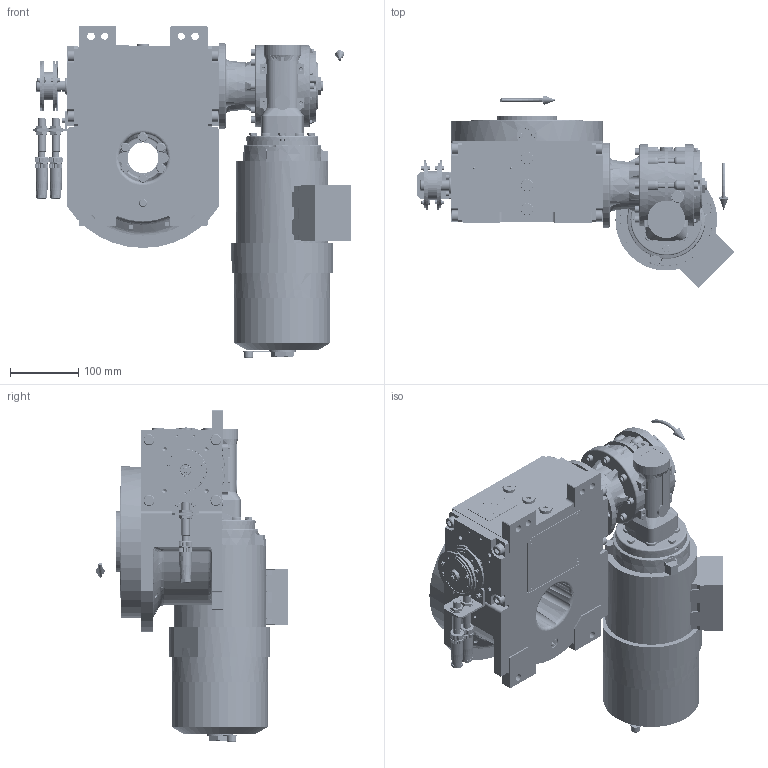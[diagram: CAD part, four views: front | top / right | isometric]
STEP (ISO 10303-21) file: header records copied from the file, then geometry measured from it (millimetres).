
FILE_DESCRIPTION (( 'STEP AP203' ), '1' );
FILE_NAME ('PC5201555.step', '2025-10-09T07:35:22', ( '' ), ( '' ), 'SwSTEP 2.0', 'SolidWorks 2020', '' );
FILE_SCHEMA (( 'CONFIG_CONTROL_DESIGN' ));
Length unit declared in the file: millimetre
Products named in the file (91): cfn2000_01_103; AS_rig06_016; cfn2128_04_004; RMI50_F1_LCB_SX_71B14; 900_38_10_028; freccia_angolare_albero; cfn2003_01_054; cfn2400_04_024; RIG06_021_AF0.stp; cfn2000_01_124; cfn2000_01_126; cfn2077_01_018; rig06_007_master; cfn2070_05_005; rig06_005_n_01; AS_900_38_30_003; CFN2203_02_001.stp; CFN2000_01_185.stp; cfn2151_01_290; CFN2010_01_012.stp; cfn2476_01_002_60x46; 900_00_00_005; rig06_002_bl_001; AS_rig06_017; cfn2107_01_001; cfn2128_19_002; 900_38_30_003; cfn2158_01_010; AS_rig06_004_s_001; cfn2155_01_303; cfn2000_01_184; AS_900_00_00_005; freccia_angolare; cfn2401_02_005; cfn2115_01_005; cfn2055_01_002; AS_rig06_071_8_m; cfn2104_01_016; cfn2115_02_165; rig06_017 ...
Assembly tree (87 placements, depth 5):
  cfn2077_01_018
  rig06_007_master
  CFN2203_02_001.stp
  cfn2151_01_290
  CFN2010_01_012.stp
Bounding box: 465.41 x 281.91 x 486.18 mm (x, y, z)
Volume: 8049879.2 mm3; surface area: 1206542.1 mm2
Topology: 75 solids, 75 shells, 6210 faces, 15898 edges, 10094 vertices
Faces by surface type: plane 2820, cylinder 2120, cone 1055, torus 189, bspline 20, sphere 6
Entity records: 177821 total; most frequent: CARTESIAN_POINT 46687, DIRECTION 25475, ORIENTED_EDGE 25388, EDGE_CURVE 12694, AXIS2_PLACEMENT_3D 9372, VERTEX_POINT 8148, LINE 6731, VECTOR 6731
